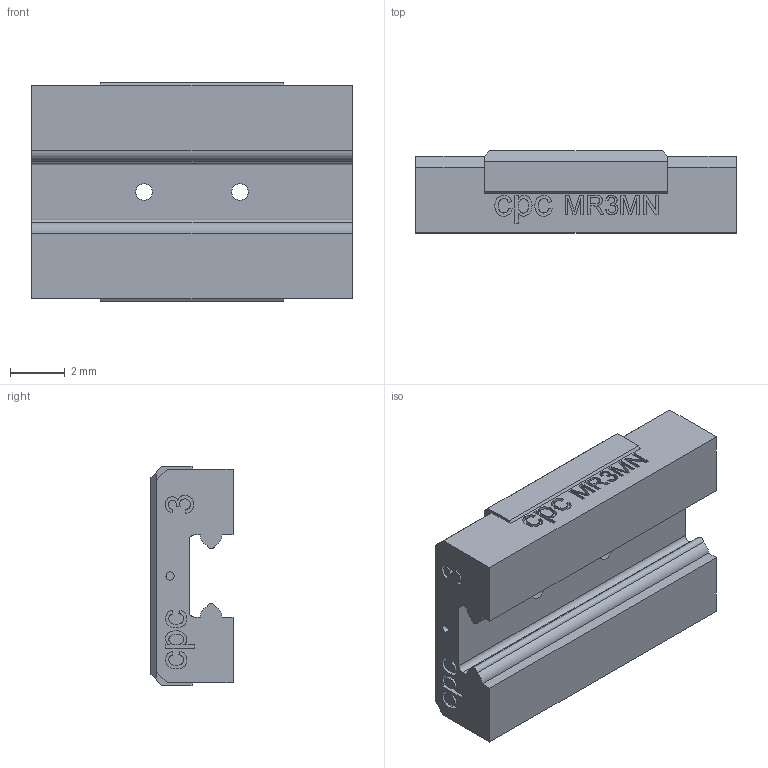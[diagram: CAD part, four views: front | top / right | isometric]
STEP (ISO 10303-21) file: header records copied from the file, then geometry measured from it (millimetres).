
FILE_DESCRIPTION (( 'STEP AP203' ), '1' );
FILE_NAME ('3MN-SS-block.STEP', '2009-08-20T08:21:00', ( 'cpc' ), ( '' ), 'SwSTEP 2.0', 'SolidWorks 2007', '' );
FILE_SCHEMA (( 'CONFIG_CONTROL_DESIGN' ));
Length unit declared in the file: millimetre
Products named in the file (1): 3MN-SS-block
Bounding box: 11.7 x 3 x 8 mm (x, y, z)
Volume: 209.9 mm3; surface area: 363.4 mm2
Topology: 1 solids, 1 shells, 405 faces, 1101 edges, 730 vertices
Faces by surface type: plane 204, bspline 176, cylinder 17, cone 8
Entity records: 22606 total; most frequent: CARTESIAN_POINT 13469, ORIENTED_EDGE 2202, DIRECTION 1251, EDGE_CURVE 1101, VERTEX_POINT 730, VECTOR 707, LINE 707, EDGE_LOOP 441
